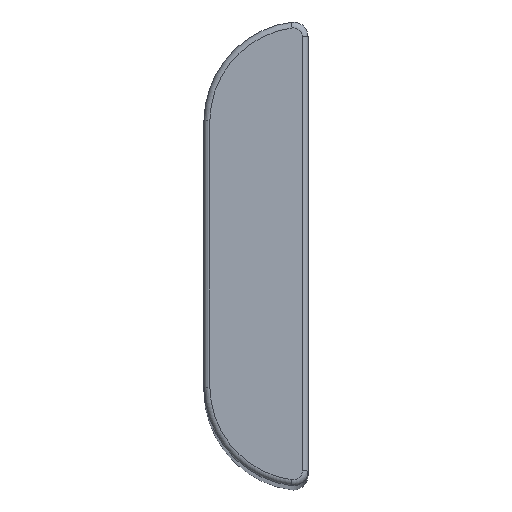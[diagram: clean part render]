
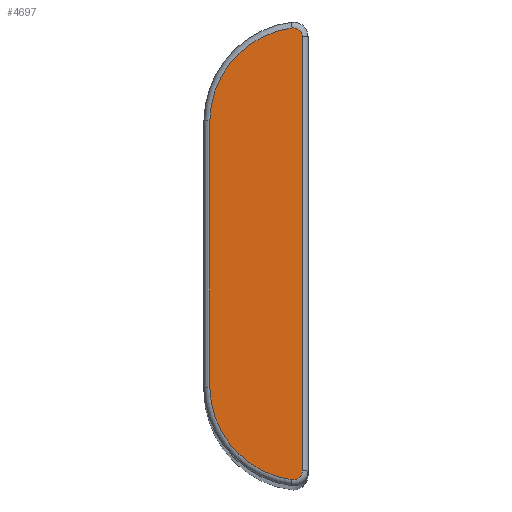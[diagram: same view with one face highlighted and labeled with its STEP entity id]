
A CAD part, top view. The second image highlights one B-rep face of the part: STEP entity #4697.
In plain terms, the highlighted planar face has unit normal (0, 0, 1).
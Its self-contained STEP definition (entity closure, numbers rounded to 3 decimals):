
#3559=DIRECTION('',(0.,-1.,0.));
#3560=VECTOR('',#3559,22.555);
#3561=CARTESIAN_POINT('',(35.1,11.278,102.55));
#3562=LINE('',#3561,#3560);
#3566=CARTESIAN_POINT('',(43.099,11.162,102.55));
#3567=DIRECTION('',(0.,0.,1.));
#3568=DIRECTION('',(-0.131,0.991,0.));
#3569=AXIS2_PLACEMENT_3D('',#3566,#3567,#3568);
#3574=CARTESIAN_POINT('',(42.149,18.35,102.55));
#3575=DIRECTION('',(0.,0.,1.));
#3576=DIRECTION('',(1.,0.,0.));
#3577=AXIS2_PLACEMENT_3D('',#3574,#3575,#3576);
#3582=DIRECTION('',(0.,1.,0.));
#3583=VECTOR('',#3582,36.7);
#3584=CARTESIAN_POINT('',(42.899,-18.35,102.55));
#3585=LINE('',#3584,#3583);
#3589=CARTESIAN_POINT('',(42.149,-18.35,102.55));
#3590=DIRECTION('',(0.,0.,1.));
#3591=DIRECTION('',(-0.131,-0.991,0.));
#3592=AXIS2_PLACEMENT_3D('',#3589,#3590,#3591);
#3597=CARTESIAN_POINT('',(43.099,-11.162,102.55));
#3598=DIRECTION('',(0.,0.,1.));
#3599=DIRECTION('',(-1.,-0.014,0.));
#3600=AXIS2_PLACEMENT_3D('',#3597,#3598,#3599);
#4405=CARTESIAN_POINT('',(35.1,11.278,102.55));
#4406=CARTESIAN_POINT('',(35.1,-11.278,102.55));
#4407=VERTEX_POINT('',#4405);
#4408=VERTEX_POINT('',#4406);
#4409=CARTESIAN_POINT('',(42.051,-19.094,102.55));
#4410=VERTEX_POINT('',#4409);
#4413=CARTESIAN_POINT('',(42.899,-18.35,102.55));
#4414=VERTEX_POINT('',#4413);
#4417=CARTESIAN_POINT('',(42.899,18.35,102.55));
#4418=VERTEX_POINT('',#4417);
#4421=CARTESIAN_POINT('',(42.051,19.094,102.55));
#4422=VERTEX_POINT('',#4421);
#4681=CARTESIAN_POINT('',(0.,0.,102.55));
#4682=DIRECTION('',(0.,0.,1.));
#4683=DIRECTION('',(1.,0.,0.));
#4684=AXIS2_PLACEMENT_3D('',#4681,#4682,#4683);
#4685=PLANE('',#4684);
#4686=ORIENTED_EDGE('',*,*,#4618,.F.);
#4687=ORIENTED_EDGE('',*,*,#4634,.F.);
#4688=ORIENTED_EDGE('',*,*,#4672,.F.);
#4690=ORIENTED_EDGE('',*,*,#4689,.F.);
#4692=ORIENTED_EDGE('',*,*,#4691,.F.);
#4694=ORIENTED_EDGE('',*,*,#4693,.F.);
#4695=EDGE_LOOP('',(#4686,#4687,#4688,#4690,#4692,#4694));
#4696=FACE_OUTER_BOUND('',#4695,.F.);
#3570=CIRCLE('',#3569,8.);
#3578=CIRCLE('',#3577,0.75);
#3593=CIRCLE('',#3592,0.75);
#3601=CIRCLE('',#3600,8.);
#4618=EDGE_CURVE('',#4407,#4408,#3562,.T.);
#4634=EDGE_CURVE('',#4422,#4407,#3570,.T.);
#4672=EDGE_CURVE('',#4418,#4422,#3578,.T.);
#4689=EDGE_CURVE('',#4414,#4418,#3585,.T.);
#4691=EDGE_CURVE('',#4410,#4414,#3593,.T.);
#4693=EDGE_CURVE('',#4408,#4410,#3601,.T.);
#4697=ADVANCED_FACE('',(#4696),#4685,.T.);
